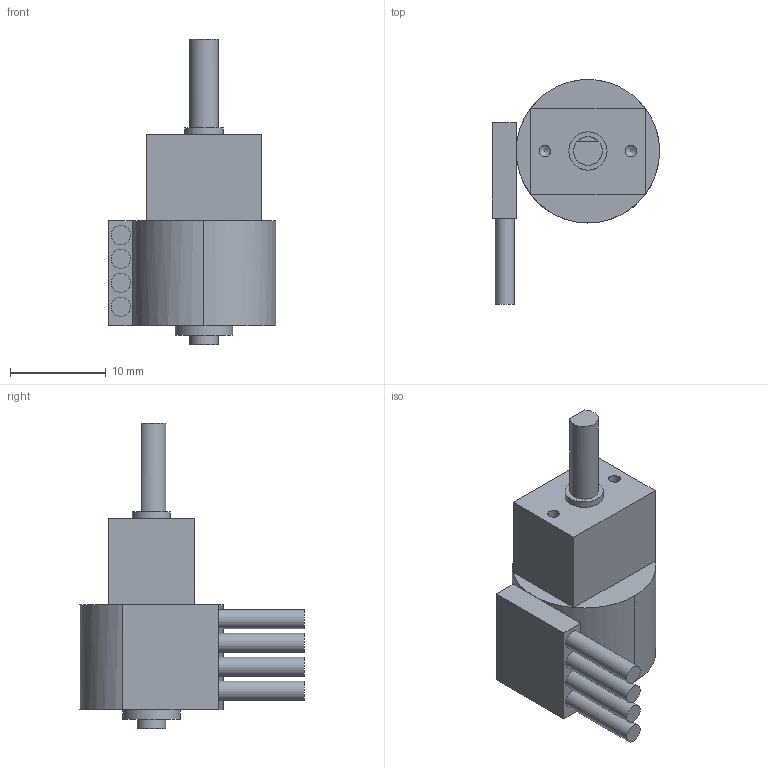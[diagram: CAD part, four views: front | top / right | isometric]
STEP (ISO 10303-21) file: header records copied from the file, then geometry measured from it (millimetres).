
FILE_DESCRIPTION(/* description */ (''),/* implementation_level */ '2;1');
FILE_NAME(/* name */ 'Motor-GM15BY.stp',/* time_stamp */ '2021-01-06T22:34:20+00:00',/* author */ ('Sam'),/* organization */ (''),/* preprocessor_version */ 'ST-DEVELOPER v17',/* originating_system */ 'Autodesk Inventor 2019',/* authorisation */ '');
FILE_SCHEMA (('AUTOMOTIVE_DESIGN { 1 0 10303 214 3 1 1 }'));
Length unit declared in the file: millimetre
Products named in the file (3): Motor-GM15BY; Motor-Body; Motor-Shaft
Assembly tree (2 placements, depth 2):
  Motor-GM15BY
    Motor-Body
    Motor-Shaft
Bounding box: 17.5 x 23.5 x 32 mm (x, y, z)
Volume: 3393.9 mm3; surface area: 2373.1 mm2
Topology: 3 solids, 3 shells, 41 faces, 84 edges, 55 vertices
Faces by surface type: plane 27, cylinder 12, cone 2
Full cylindrical faces by diameter (mm): 1.221 x2, 2 x4, 3 x2, 4 x1, 6 x1
Entity records: 1187 total; most frequent: DIRECTION 211, CARTESIAN_POINT 183, ORIENTED_EDGE 164, AXIS2_PLACEMENT_3D 83, EDGE_CURVE 82, VERTEX_POINT 55, EDGE_LOOP 51, LINE 45
